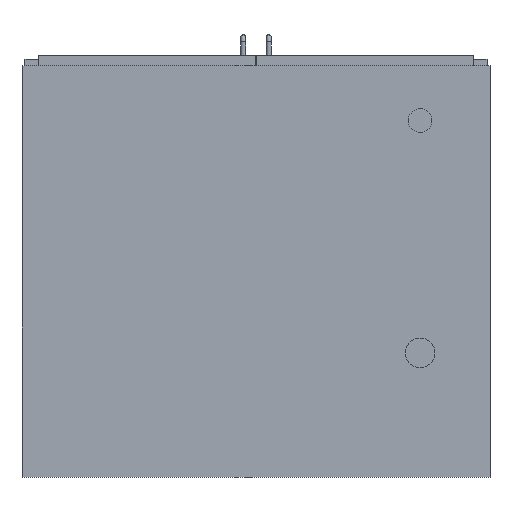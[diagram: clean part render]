
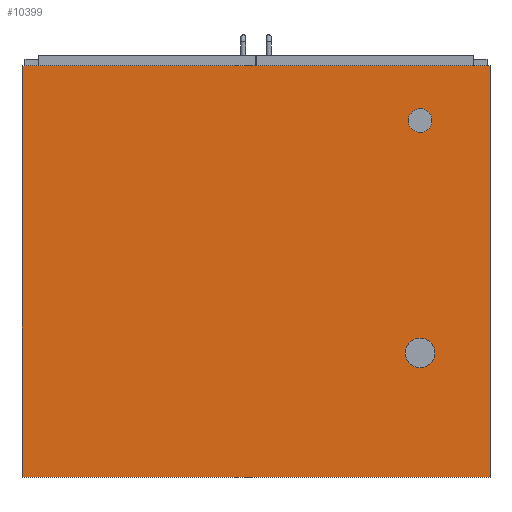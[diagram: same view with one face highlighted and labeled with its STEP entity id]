
A CAD part, front view. The second image highlights one B-rep face of the part: STEP entity #10399.
In plain terms, the highlighted planar face has unit normal (0, -1, 0).
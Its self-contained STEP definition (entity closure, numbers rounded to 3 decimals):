
#154=FACE_BOUND('',#1371,.T.);
#155=FACE_BOUND('',#1372,.T.);
#185=PLANE('',#11121);
#733=FACE_OUTER_BOUND('',#1370,.T.);
#1370=EDGE_LOOP('',(#7361,#7362,#7363,#7364));
#1371=EDGE_LOOP('',(#7365));
#1372=EDGE_LOOP('',(#7366));
#2030=LINE('',#14898,#3358);
#2032=LINE('',#14902,#3360);
#2034=LINE('',#14906,#3362);
#2036=LINE('',#14909,#3364);
#3358=VECTOR('',#11958,10.);
#3360=VECTOR('',#11962,10.);
#3362=VECTOR('',#11966,10.);
#3364=VECTOR('',#11970,10.);
#4668=CIRCLE('',#11105,20.);
#4670=CIRCLE('',#11109,25.);
#4820=VERTEX_POINT('',#14849);
#4822=VERTEX_POINT('',#14856);
#4835=VERTEX_POINT('',#14895);
#4836=VERTEX_POINT('',#14897);
#4837=VERTEX_POINT('',#14901);
#4838=VERTEX_POINT('',#14905);
#5813=EDGE_CURVE('',#4820,#4820,#4668,.T.);
#5816=EDGE_CURVE('',#4822,#4822,#4670,.T.);
#5834=EDGE_CURVE('',#4836,#4835,#2030,.T.);
#5836=EDGE_CURVE('',#4837,#4836,#2032,.T.);
#5838=EDGE_CURVE('',#4838,#4837,#2034,.T.);
#5840=EDGE_CURVE('',#4835,#4838,#2036,.T.);
#7361=ORIENTED_EDGE('',*,*,#5840,.T.);
#7362=ORIENTED_EDGE('',*,*,#5838,.T.);
#7363=ORIENTED_EDGE('',*,*,#5836,.T.);
#7364=ORIENTED_EDGE('',*,*,#5834,.T.);
#7365=ORIENTED_EDGE('',*,*,#5813,.T.);
#7366=ORIENTED_EDGE('',*,*,#5816,.T.);
#10399=ADVANCED_FACE('',(#733,#154,#155),#185,.T.);
#11105=AXIS2_PLACEMENT_3D('',#14851,#11914,#11915);
#11109=AXIS2_PLACEMENT_3D('',#14858,#11923,#11924);
#11121=AXIS2_PLACEMENT_3D('',#14910,#11971,#11972);
#11914=DIRECTION('center_axis',(0.,1.,0.));
#11915=DIRECTION('ref_axis',(1.,0.,0.));
#11923=DIRECTION('center_axis',(0.,1.,0.));
#11924=DIRECTION('ref_axis',(1.,0.,0.));
#11958=DIRECTION('',(0.,0.,-1.));
#11962=DIRECTION('',(-1.,0.,0.));
#11966=DIRECTION('',(0.,0.,1.));
#11970=DIRECTION('',(1.,0.,0.));
#11971=DIRECTION('center_axis',(0.,-1.,0.));
#11972=DIRECTION('ref_axis',(0.,0.,-1.));
#14849=CARTESIAN_POINT('',(257.,-370.,254.5));
#14851=CARTESIAN_POINT('Origin',(277.,-370.,254.5));
#14856=CARTESIAN_POINT('',(252.,-370.,-137.5));
#14858=CARTESIAN_POINT('Origin',(277.,-370.,-137.5));
#14895=CARTESIAN_POINT('',(-395.,-370.,-347.5));
#14897=CARTESIAN_POINT('',(-395.,-370.,347.5));
#14898=CARTESIAN_POINT('',(-395.,-370.,-347.5));
#14901=CARTESIAN_POINT('',(395.,-370.,347.5));
#14902=CARTESIAN_POINT('',(-395.,-370.,347.5));
#14905=CARTESIAN_POINT('',(395.,-370.,-347.5));
#14906=CARTESIAN_POINT('',(395.,-370.,347.5));
#14909=CARTESIAN_POINT('',(395.,-370.,-347.5));
#14910=CARTESIAN_POINT('Origin',(0.,-370.,0.));
